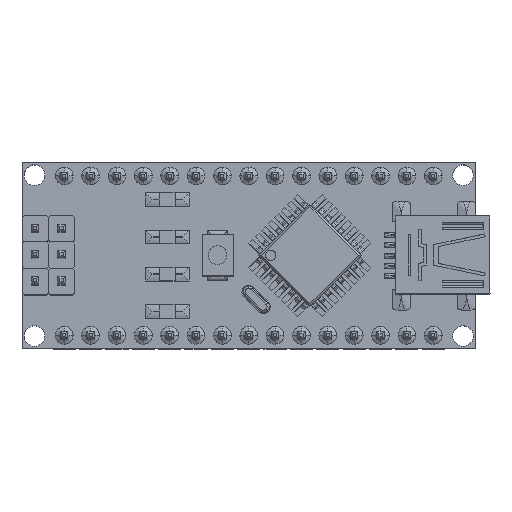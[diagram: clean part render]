
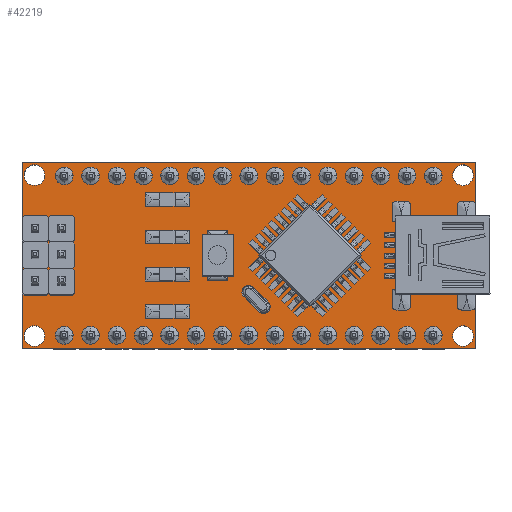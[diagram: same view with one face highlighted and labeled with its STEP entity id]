
A CAD part, top view. The second image highlights one B-rep face of the part: STEP entity #42219.
In plain terms, the highlighted face is planar.
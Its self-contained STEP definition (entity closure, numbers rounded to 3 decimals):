
#42050=CARTESIAN_POINT('Axis2P3D Location',(1.2,0.,1.2)) ;
#42054=CARTESIAN_POINT('Vertex',(0.2,0.,1.2)) ;
#42056=CARTESIAN_POINT('Vertex',(2.2,0.,1.2)) ;
#42085=CARTESIAN_POINT('Axis2P3D Location',(21.85,0.,8.95)) ;
#42090=CARTESIAN_POINT('Line Origine',(21.85,0.,17.9)) ;
#42094=CARTESIAN_POINT('Vertex',(43.7,0.,17.9)) ;
#42096=CARTESIAN_POINT('Vertex',(0.,0.,17.9)) ;
#42099=CARTESIAN_POINT('Line Origine',(0.,0.,8.95)) ;
#42103=CARTESIAN_POINT('Vertex',(0.,0.,0.)) ;
#42106=CARTESIAN_POINT('Line Origine',(21.85,0.,0.)) ;
#42110=CARTESIAN_POINT('Vertex',(43.7,0.,0.)) ;
#42113=CARTESIAN_POINT('Line Origine',(43.7,0.,8.95)) ;
#42124=CARTESIAN_POINT('Axis2P3D Location',(1.2,0.,1.2)) ;
#42128=CARTESIAN_POINT('Vertex',(1.2,0.,0.2)) ;
#42131=CARTESIAN_POINT('Axis2P3D Location',(1.2,0.,1.2)) ;
#42141=CARTESIAN_POINT('Axis2P3D Location',(42.5,0.,16.7)) ;
#42145=CARTESIAN_POINT('Vertex',(42.5,0.,17.7)) ;
#42147=CARTESIAN_POINT('Vertex',(43.5,0.,16.7)) ;
#42150=CARTESIAN_POINT('Axis2P3D Location',(42.5,0.,16.7)) ;
#42154=CARTESIAN_POINT('Vertex',(41.5,0.,16.7)) ;
#42157=CARTESIAN_POINT('Axis2P3D Location',(42.5,0.,16.7)) ;
#42167=CARTESIAN_POINT('Axis2P3D Location',(42.5,0.,1.2)) ;
#42171=CARTESIAN_POINT('Vertex',(42.5,0.,0.2)) ;
#42173=CARTESIAN_POINT('Vertex',(41.5,0.,1.2)) ;
#42176=CARTESIAN_POINT('Axis2P3D Location',(42.5,0.,1.2)) ;
#42180=CARTESIAN_POINT('Vertex',(43.5,0.,1.2)) ;
#42183=CARTESIAN_POINT('Axis2P3D Location',(42.5,0.,1.2)) ;
#42193=CARTESIAN_POINT('Axis2P3D Location',(1.2,0.,16.7)) ;
#42197=CARTESIAN_POINT('Vertex',(1.2,0.,17.7)) ;
#42199=CARTESIAN_POINT('Vertex',(2.2,0.,16.7)) ;
#42202=CARTESIAN_POINT('Axis2P3D Location',(1.2,0.,16.7)) ;
#42206=CARTESIAN_POINT('Vertex',(0.2,0.,16.7)) ;
#42209=CARTESIAN_POINT('Axis2P3D Location',(1.2,0.,16.7)) ;
#42051=DIRECTION('Axis2P3D Direction',(0.,-1.,0.)) ;
#42086=DIRECTION('Axis2P3D Direction',(-0.,1.,0.)) ;
#42087=DIRECTION('Axis2P3D XDirection',(1.,0.,0.)) ;
#42091=DIRECTION('Vector Direction',(-1.,0.,0.)) ;
#42100=DIRECTION('Vector Direction',(0.,0.,-1.)) ;
#42107=DIRECTION('Vector Direction',(1.,0.,0.)) ;
#42114=DIRECTION('Vector Direction',(0.,0.,1.)) ;
#42125=DIRECTION('Axis2P3D Direction',(-0.,1.,0.)) ;
#42132=DIRECTION('Axis2P3D Direction',(-0.,1.,0.)) ;
#42142=DIRECTION('Axis2P3D Direction',(-0.,1.,0.)) ;
#42151=DIRECTION('Axis2P3D Direction',(-0.,1.,0.)) ;
#42158=DIRECTION('Axis2P3D Direction',(-0.,1.,0.)) ;
#42168=DIRECTION('Axis2P3D Direction',(-0.,1.,0.)) ;
#42177=DIRECTION('Axis2P3D Direction',(-0.,1.,0.)) ;
#42184=DIRECTION('Axis2P3D Direction',(-0.,1.,0.)) ;
#42194=DIRECTION('Axis2P3D Direction',(-0.,1.,0.)) ;
#42203=DIRECTION('Axis2P3D Direction',(-0.,1.,0.)) ;
#42210=DIRECTION('Axis2P3D Direction',(-0.,1.,0.)) ;
#42052=AXIS2_PLACEMENT_3D('Circle Axis2P3D',#42050,#42051,$) ;
#42088=AXIS2_PLACEMENT_3D('Plane Axis2P3D',#42085,#42086,#42087) ;
#42126=AXIS2_PLACEMENT_3D('Circle Axis2P3D',#42124,#42125,$) ;
#42133=AXIS2_PLACEMENT_3D('Circle Axis2P3D',#42131,#42132,$) ;
#42143=AXIS2_PLACEMENT_3D('Circle Axis2P3D',#42141,#42142,$) ;
#42152=AXIS2_PLACEMENT_3D('Circle Axis2P3D',#42150,#42151,$) ;
#42159=AXIS2_PLACEMENT_3D('Circle Axis2P3D',#42157,#42158,$) ;
#42169=AXIS2_PLACEMENT_3D('Circle Axis2P3D',#42167,#42168,$) ;
#42178=AXIS2_PLACEMENT_3D('Circle Axis2P3D',#42176,#42177,$) ;
#42185=AXIS2_PLACEMENT_3D('Circle Axis2P3D',#42183,#42184,$) ;
#42195=AXIS2_PLACEMENT_3D('Circle Axis2P3D',#42193,#42194,$) ;
#42204=AXIS2_PLACEMENT_3D('Circle Axis2P3D',#42202,#42203,$) ;
#42211=AXIS2_PLACEMENT_3D('Circle Axis2P3D',#42209,#42210,$) ;
#42119=ORIENTED_EDGE('',*,*,#42098,.T.) ;
#42120=ORIENTED_EDGE('',*,*,#42105,.T.) ;
#42121=ORIENTED_EDGE('',*,*,#42112,.T.) ;
#42122=ORIENTED_EDGE('',*,*,#42117,.T.) ;
#42137=ORIENTED_EDGE('',*,*,#42130,.T.) ;
#42138=ORIENTED_EDGE('',*,*,#42058,.T.) ;
#42139=ORIENTED_EDGE('',*,*,#42135,.T.) ;
#42163=ORIENTED_EDGE('',*,*,#42149,.T.) ;
#42164=ORIENTED_EDGE('',*,*,#42156,.T.) ;
#42165=ORIENTED_EDGE('',*,*,#42161,.T.) ;
#42189=ORIENTED_EDGE('',*,*,#42175,.T.) ;
#42190=ORIENTED_EDGE('',*,*,#42182,.T.) ;
#42191=ORIENTED_EDGE('',*,*,#42187,.T.) ;
#42215=ORIENTED_EDGE('',*,*,#42201,.T.) ;
#42216=ORIENTED_EDGE('',*,*,#42208,.T.) ;
#42217=ORIENTED_EDGE('',*,*,#42213,.T.) ;
#42140=FACE_BOUND('',#42136,.T.) ;
#42166=FACE_BOUND('',#42162,.T.) ;
#42192=FACE_BOUND('',#42188,.T.) ;
#42218=FACE_BOUND('',#42214,.T.) ;
#42092=VECTOR('Line Direction',#42091,1.) ;
#42101=VECTOR('Line Direction',#42100,1.) ;
#42108=VECTOR('Line Direction',#42107,1.) ;
#42115=VECTOR('Line Direction',#42114,1.) ;
#42219=ADVANCED_FACE('Body1',(#42123,#42140,#42166,#42192,#42218),#42089,.F.) ;
#42053=CIRCLE('generated circle',#42052,1.) ;
#42127=CIRCLE('generated circle',#42126,1.) ;
#42134=CIRCLE('generated circle',#42133,1.) ;
#42144=CIRCLE('generated circle',#42143,1.) ;
#42153=CIRCLE('generated circle',#42152,1.) ;
#42160=CIRCLE('generated circle',#42159,1.) ;
#42170=CIRCLE('generated circle',#42169,1.) ;
#42179=CIRCLE('generated circle',#42178,1.) ;
#42186=CIRCLE('generated circle',#42185,1.) ;
#42196=CIRCLE('generated circle',#42195,1.) ;
#42205=CIRCLE('generated circle',#42204,1.) ;
#42212=CIRCLE('generated circle',#42211,1.) ;
#42058=EDGE_CURVE('',#42055,#42057,#42053,.F.) ;
#42098=EDGE_CURVE('',#42095,#42097,#42093,.T.) ;
#42105=EDGE_CURVE('',#42097,#42104,#42102,.T.) ;
#42112=EDGE_CURVE('',#42104,#42111,#42109,.T.) ;
#42117=EDGE_CURVE('',#42111,#42095,#42116,.T.) ;
#42130=EDGE_CURVE('',#42129,#42055,#42127,.T.) ;
#42135=EDGE_CURVE('',#42057,#42129,#42134,.T.) ;
#42149=EDGE_CURVE('',#42146,#42148,#42144,.T.) ;
#42156=EDGE_CURVE('',#42148,#42155,#42153,.T.) ;
#42161=EDGE_CURVE('',#42155,#42146,#42160,.T.) ;
#42175=EDGE_CURVE('',#42172,#42174,#42170,.T.) ;
#42182=EDGE_CURVE('',#42174,#42181,#42179,.T.) ;
#42187=EDGE_CURVE('',#42181,#42172,#42186,.T.) ;
#42201=EDGE_CURVE('',#42198,#42200,#42196,.T.) ;
#42208=EDGE_CURVE('',#42200,#42207,#42205,.T.) ;
#42213=EDGE_CURVE('',#42207,#42198,#42212,.T.) ;
#42118=EDGE_LOOP('',(#42119,#42120,#42121,#42122)) ;
#42136=EDGE_LOOP('',(#42137,#42138,#42139)) ;
#42162=EDGE_LOOP('',(#42163,#42164,#42165)) ;
#42188=EDGE_LOOP('',(#42189,#42190,#42191)) ;
#42214=EDGE_LOOP('',(#42215,#42216,#42217)) ;
#42123=FACE_OUTER_BOUND('',#42118,.T.) ;
#42093=LINE('Line',#42090,#42092) ;
#42102=LINE('Line',#42099,#42101) ;
#42109=LINE('Line',#42106,#42108) ;
#42116=LINE('Line',#42113,#42115) ;
#42089=PLANE('Plane',#42088) ;
#42055=VERTEX_POINT('',#42054) ;
#42057=VERTEX_POINT('',#42056) ;
#42095=VERTEX_POINT('',#42094) ;
#42097=VERTEX_POINT('',#42096) ;
#42104=VERTEX_POINT('',#42103) ;
#42111=VERTEX_POINT('',#42110) ;
#42129=VERTEX_POINT('',#42128) ;
#42146=VERTEX_POINT('',#42145) ;
#42148=VERTEX_POINT('',#42147) ;
#42155=VERTEX_POINT('',#42154) ;
#42172=VERTEX_POINT('',#42171) ;
#42174=VERTEX_POINT('',#42173) ;
#42181=VERTEX_POINT('',#42180) ;
#42198=VERTEX_POINT('',#42197) ;
#42200=VERTEX_POINT('',#42199) ;
#42207=VERTEX_POINT('',#42206) ;
